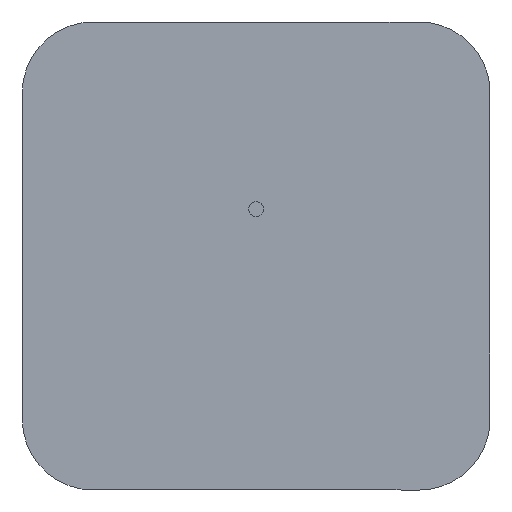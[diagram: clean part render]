
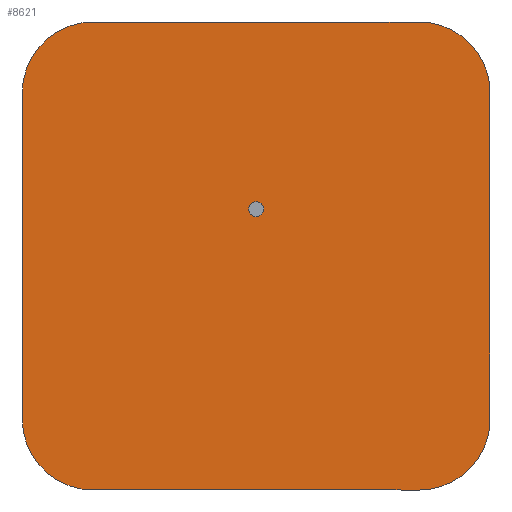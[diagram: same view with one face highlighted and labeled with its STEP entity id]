
A CAD part, front view. The second image highlights one B-rep face of the part: STEP entity #8621.
In plain terms, the highlighted planar face has unit normal (0, -1, 0).
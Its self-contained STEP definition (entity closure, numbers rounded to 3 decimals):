
#33 = DIRECTION ( 'NONE',  ( 0., -1., 0. ) ) ;
#160 = CARTESIAN_POINT ( 'NONE',  ( 11.761, 50.16, -29.123 ) ) ;
#175 = EDGE_LOOP ( 'NONE', ( #5568 ) ) ;
#409 = VERTEX_POINT ( 'NONE', #160 ) ;
#650 = ORIENTED_EDGE ( 'NONE', *, *, #11171, .T. ) ;
#685 = DIRECTION ( 'NONE',  ( 0., 0., 1. ) ) ;
#686 = VERTEX_POINT ( 'NONE', #11852 ) ;
#1141 = LINE ( 'NONE', #7307, #7314 ) ;
#1180 = EDGE_CURVE ( 'NONE', #2842, #409, #12089, .T. ) ;
#1349 = ORIENTED_EDGE ( 'NONE', *, *, #10255, .T. ) ;
#1599 = VERTEX_POINT ( 'NONE', #7184 ) ;
#1679 = CARTESIAN_POINT ( 'NONE',  ( 0., 50.16, -36. ) ) ;
#1852 = VECTOR ( 'NONE', #14601, 1000. ) ;
#1990 = DIRECTION ( 'NONE',  ( 0., -1., 0. ) ) ;
#2392 = CARTESIAN_POINT ( 'NONE',  ( 7.96, 50.16, -7.923 ) ) ;
#2497 = CARTESIAN_POINT ( 'NONE',  ( 7.961, 50.16, -25.323 ) ) ;
#2835 = DIRECTION ( 'NONE',  ( 0., 1., 0. ) ) ;
#2842 = VERTEX_POINT ( 'NONE', #2497 ) ;
#3474 = CARTESIAN_POINT ( 'NONE',  ( 0., 50.16, -4.123 ) ) ;
#3521 = VECTOR ( 'NONE', #5242, 1000. ) ;
#3634 = LINE ( 'NONE', #3474, #1852 ) ;
#3931 = ORIENTED_EDGE ( 'NONE', *, *, #8783, .T. ) ;
#4564 = DIRECTION ( 'NONE',  ( 0., 0., 1. ) ) ;
#4751 = LINE ( 'NONE', #9654, #3521 ) ;
#4794 = EDGE_CURVE ( 'NONE', #7159, #6562, #3634, .T. ) ;
#4890 = VECTOR ( 'NONE', #14039, 1000. ) ;
#5242 = DIRECTION ( 'NONE',  ( 0., 0., 1. ) ) ;
#5299 = CARTESIAN_POINT ( 'NONE',  ( 29.161, 50.16, -25.323 ) ) ;
#5360 = VERTEX_POINT ( 'NONE', #14088 ) ;
#5517 = ORIENTED_EDGE ( 'NONE', *, *, #1180, .T. ) ;
#5568 = ORIENTED_EDGE ( 'NONE', *, *, #6822, .F. ) ;
#5582 = VERTEX_POINT ( 'NONE', #8781 ) ;
#5608 = AXIS2_PLACEMENT_3D ( 'NONE', #6477, #6527, #9910 ) ;
#5746 = CIRCLE ( 'NONE', #14152, 3.8 ) ;
#5903 = CARTESIAN_POINT ( 'NONE',  ( 29.161, 50.16, -4.123 ) ) ;
#6359 = EDGE_LOOP ( 'NONE', ( #11159, #12956, #1349, #3931, #13695, #8291, #650, #5517 ) ) ;
#6477 = CARTESIAN_POINT ( 'NONE',  ( 20.461, 50.16, -14.123 ) ) ;
#6527 = DIRECTION ( 'NONE',  ( 0., -1., 0. ) ) ;
#6562 = VERTEX_POINT ( 'NONE', #10553 ) ;
#6822 = EDGE_CURVE ( 'NONE', #686, #686, #10591, .T. ) ;
#7159 = VERTEX_POINT ( 'NONE', #5903 ) ;
#7184 = CARTESIAN_POINT ( 'NONE',  ( 29.161, 50.16, -29.123 ) ) ;
#7307 = CARTESIAN_POINT ( 'NONE',  ( 0., 50.16, -29.123 ) ) ;
#7314 = VECTOR ( 'NONE', #14257, 1000. ) ;
#7623 = EDGE_CURVE ( 'NONE', #6562, #10514, #5746, .T. ) ;
#7834 = DIRECTION ( 'NONE',  ( 0., -1., 0. ) ) ;
#7930 = AXIS2_PLACEMENT_3D ( 'NONE', #5299, #1990, #685 ) ;
#8032 = FACE_OUTER_BOUND ( 'NONE', #6359, .T. ) ;
#8056 = AXIS2_PLACEMENT_3D ( 'NONE', #12402, #7834, #4564 ) ;
#8291 = ORIENTED_EDGE ( 'NONE', *, *, #7623, .T. ) ;
#8456 = PLANE ( 'NONE',  #12231 ) ;
#8621 = ADVANCED_FACE ( 'NONE', ( #14227, #8032 ), #8456, .F. ) ;
#8781 = CARTESIAN_POINT ( 'NONE',  ( 32.941, 50.16, -25.707 ) ) ;
#8783 = EDGE_CURVE ( 'NONE', #5360, #7159, #11416, .T. ) ;
#8999 = DIRECTION ( 'NONE',  ( 0., 0., 1. ) ) ;
#9135 = CIRCLE ( 'NONE', #7930, 3.8 ) ;
#9654 = CARTESIAN_POINT ( 'NONE',  ( 32.941, 50.16, -36. ) ) ;
#9910 = DIRECTION ( 'NONE',  ( 0., 0., 1. ) ) ;
#10222 = AXIS2_PLACEMENT_3D ( 'NONE', #11309, #33, #8999 ) ;
#10255 = EDGE_CURVE ( 'NONE', #5582, #5360, #4751, .T. ) ;
#10514 = VERTEX_POINT ( 'NONE', #2392 ) ;
#10553 = CARTESIAN_POINT ( 'NONE',  ( 11.76, 50.16, -4.123 ) ) ;
#10591 = CIRCLE ( 'NONE', #5608, 0.4 ) ;
#11012 = CARTESIAN_POINT ( 'NONE',  ( 11.76, 50.16, -7.923 ) ) ;
#11159 = ORIENTED_EDGE ( 'NONE', *, *, #13200, .T. ) ;
#11171 = EDGE_CURVE ( 'NONE', #10514, #2842, #13055, .T. ) ;
#11309 = CARTESIAN_POINT ( 'NONE',  ( 11.761, 50.16, -25.323 ) ) ;
#11416 = CIRCLE ( 'NONE', #8056, 3.8 ) ;
#11852 = CARTESIAN_POINT ( 'NONE',  ( 20.461, 50.16, -13.723 ) ) ;
#12089 = CIRCLE ( 'NONE', #10222, 3.8 ) ;
#12135 = DIRECTION ( 'NONE',  ( 0., -1., 0. ) ) ;
#12231 = AXIS2_PLACEMENT_3D ( 'NONE', #1679, #2835, #14170 ) ;
#12402 = CARTESIAN_POINT ( 'NONE',  ( 29.161, 50.16, -7.923 ) ) ;
#12956 = ORIENTED_EDGE ( 'NONE', *, *, #13454, .T. ) ;
#13000 = CARTESIAN_POINT ( 'NONE',  ( 7.96, 50.16, 0. ) ) ;
#13055 = LINE ( 'NONE', #13000, #4890 ) ;
#13169 = DIRECTION ( 'NONE',  ( 0., 0., 1. ) ) ;
#13200 = EDGE_CURVE ( 'NONE', #409, #1599, #1141, .T. ) ;
#13454 = EDGE_CURVE ( 'NONE', #1599, #5582, #9135, .T. ) ;
#13695 = ORIENTED_EDGE ( 'NONE', *, *, #4794, .T. ) ;
#14039 = DIRECTION ( 'NONE',  ( 0., 0., -1. ) ) ;
#14088 = CARTESIAN_POINT ( 'NONE',  ( 32.941, 50.16, -7.53 ) ) ;
#14152 = AXIS2_PLACEMENT_3D ( 'NONE', #11012, #12135, #13169 ) ;
#14170 = DIRECTION ( 'NONE',  ( 0., 0., 1. ) ) ;
#14227 = FACE_BOUND ( 'NONE', #175, .T. ) ;
#14257 = DIRECTION ( 'NONE',  ( 1., 0., 0. ) ) ;
#14601 = DIRECTION ( 'NONE',  ( -1., 0., 0. ) ) ;
